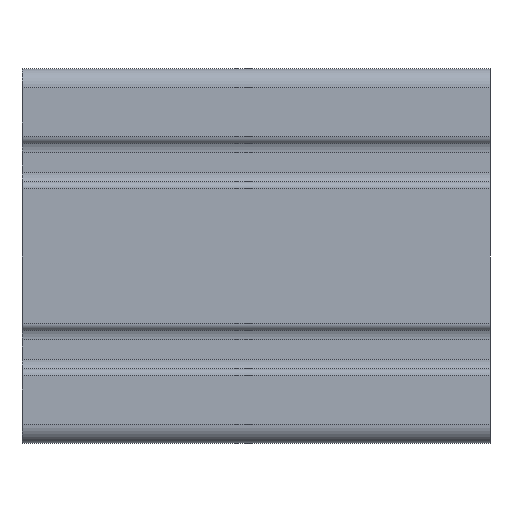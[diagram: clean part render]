
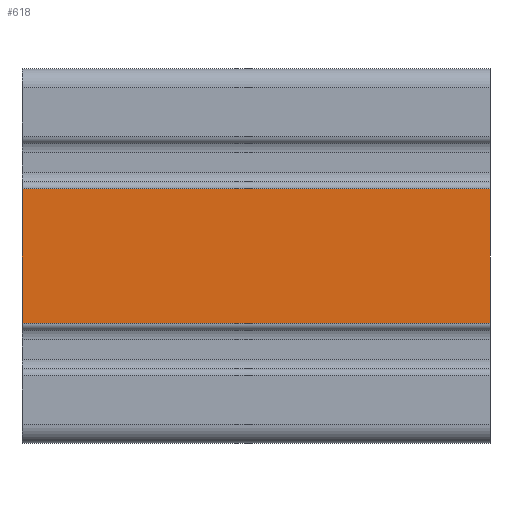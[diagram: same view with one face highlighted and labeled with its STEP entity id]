
A CAD part, left-side view. The second image highlights one B-rep face of the part: STEP entity #618.
In plain terms, the highlighted planar face has unit normal (-1, 0, 0).
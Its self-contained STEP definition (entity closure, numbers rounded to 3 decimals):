
#618 = ADVANCED_FACE( '', ( #1471 ), #1472, .T. );
#1471 = FACE_OUTER_BOUND( '', #2558, .T. );
#1472 = PLANE( '', #2559 );
#2558 = EDGE_LOOP( '', ( #4579, #4580, #4581, #4582 ) );
#2559 = AXIS2_PLACEMENT_3D( '', #4583, #4584, #4585 );
#4579 = ORIENTED_EDGE( '', *, *, #7557, .F. );
#4580 = ORIENTED_EDGE( '', *, *, #7103, .F. );
#4581 = ORIENTED_EDGE( '', *, *, #7379, .T. );
#4582 = ORIENTED_EDGE( '', *, *, #7558, .T. );
#4583 = CARTESIAN_POINT( '', ( -20., 100., -14.4 ) );
#4584 = DIRECTION( '', ( -1., 0., 0. ) );
#4585 = DIRECTION( '', ( 0., 0., 1. ) );
#7103 = EDGE_CURVE( '', #8753, #8751, #8755, .T. );
#7379 = EDGE_CURVE( '', #8753, #9222, #9224, .T. );
#7557 = EDGE_CURVE( '', #8751, #9504, #9505, .T. );
#7558 = EDGE_CURVE( '', #9222, #9504, #9506, .T. );
#8751 = VERTEX_POINT( '', #11044 );
#8753 = VERTEX_POINT( '', #11046 );
#8755 = LINE( '', #11048, #11049 );
#9222 = VERTEX_POINT( '', #11633 );
#9224 = LINE( '', #11635, #11636 );
#9504 = VERTEX_POINT( '', #11985 );
#9505 = LINE( '', #11986, #11987 );
#9506 = LINE( '', #11988, #11989 );
#11044 = CARTESIAN_POINT( '', ( -20., 0., 14.4 ) );
#11046 = CARTESIAN_POINT( '', ( -20., 100., 14.4 ) );
#11048 = CARTESIAN_POINT( '', ( -20., 100., 14.4 ) );
#11049 = VECTOR( '', #13389, 1000. );
#11633 = CARTESIAN_POINT( '', ( -20., 100., -14.4 ) );
#11635 = CARTESIAN_POINT( '', ( -20., 100., -14.4 ) );
#11636 = VECTOR( '', #13894, 1000. );
#11985 = CARTESIAN_POINT( '', ( -20., 0., -14.4 ) );
#11986 = CARTESIAN_POINT( '', ( -20., 0., -14.4 ) );
#11987 = VECTOR( '', #14219, 1000. );
#11988 = CARTESIAN_POINT( '', ( -20., 100., -14.4 ) );
#11989 = VECTOR( '', #14220, 1000. );
#13389 = DIRECTION( '', ( 0., -1., 0. ) );
#13894 = DIRECTION( '', ( 0., 0., -1. ) );
#14219 = DIRECTION( '', ( 0., 0., -1. ) );
#14220 = DIRECTION( '', ( 0., -1., 0. ) );
